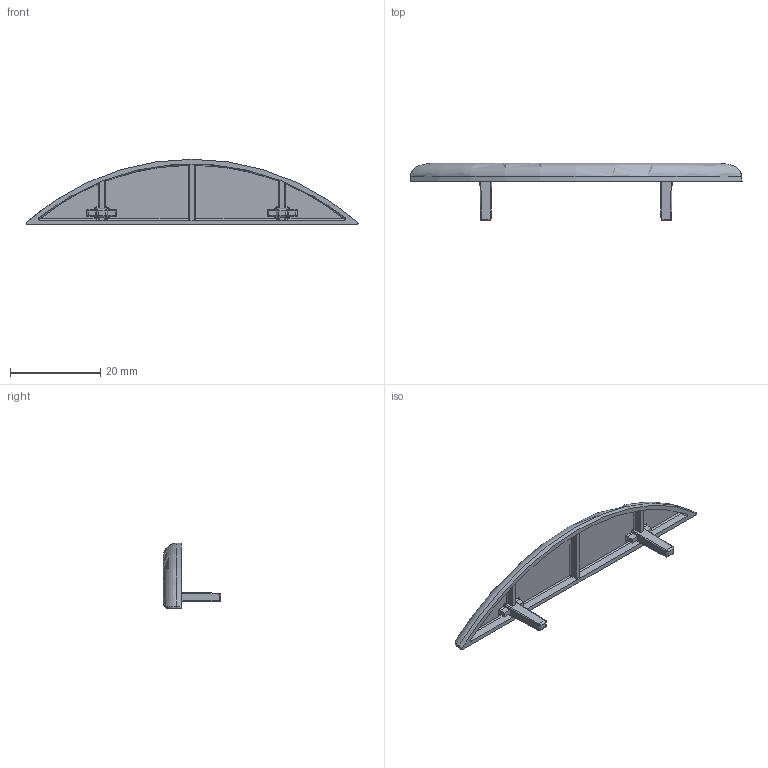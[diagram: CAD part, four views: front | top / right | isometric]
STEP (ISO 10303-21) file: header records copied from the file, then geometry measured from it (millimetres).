
FILE_DESCRIPTION (( 'STEP AP214' ), '1' );
FILE_NAME ('091333.STEP', '2014-08-22T06:16:19', ( '' ), ( '' ), 'SwSTEP 2.0', 'SolidWorks 2014', '' );
FILE_SCHEMA (( 'AUTOMOTIVE_DESIGN' ));
Length unit declared in the file: millimetre
Products named in the file (1): 091333
Bounding box: 73.6 x 12.8 x 14.5 mm (x, y, z)
Volume: 1765.5 mm3; surface area: 2469.2 mm2
Topology: 1 solids, 1 shells, 137 faces, 334 edges, 188 vertices
Faces by surface type: cylinder 55, plane 49, bspline 24, torus 5, cone 4
Entity records: 4758 total; most frequent: CARTESIAN_POINT 1943, ORIENTED_EDGE 644, DIRECTION 497, EDGE_CURVE 322, VERTEX_POINT 188, VECTOR 179, LINE 179, AXIS2_PLACEMENT_3D 159
